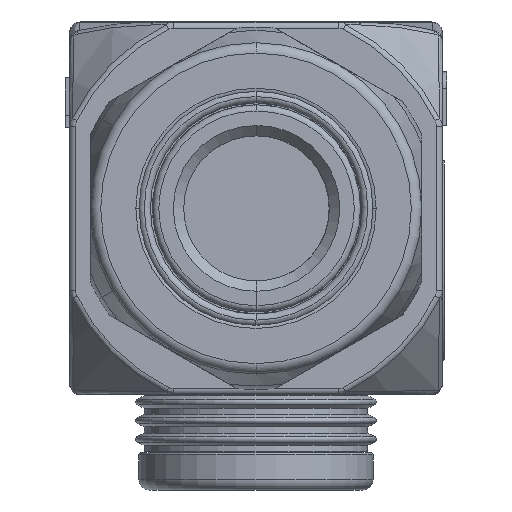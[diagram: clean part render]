
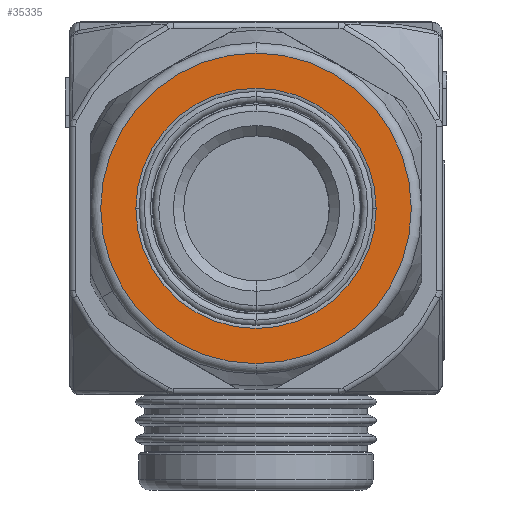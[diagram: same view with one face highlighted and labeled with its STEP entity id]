
A CAD part, front view. The second image highlights one B-rep face of the part: STEP entity #35335.
In plain terms, the highlighted planar face has unit normal (0, -1, 0).
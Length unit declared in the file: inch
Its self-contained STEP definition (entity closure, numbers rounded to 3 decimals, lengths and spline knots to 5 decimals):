
#9634=CARTESIAN_POINT('',(0.,-1.77559,0.51181));
#9635=DIRECTION('',(0.,-1.,0.));
#9636=DIRECTION('',(0.,0.,1.));
#9637=AXIS2_PLACEMENT_3D('',#9634,#9635,#9636);
#9639=CARTESIAN_POINT('',(0.,-1.77559,0.51181));
#9640=DIRECTION('',(0.,-1.,0.));
#9641=DIRECTION('',(0.,0.,-1.));
#9642=AXIS2_PLACEMENT_3D('',#9639,#9640,#9641);
#9644=CARTESIAN_POINT('',(0.,-1.77559,0.51181));
#9645=DIRECTION('',(0.,1.,0.));
#9646=DIRECTION('',(-1.,0.,0.));
#9647=AXIS2_PLACEMENT_3D('',#9644,#9645,#9646);
#9649=CARTESIAN_POINT('',(0.,-1.77559,0.51181));
#9650=DIRECTION('',(0.,1.,0.));
#9651=DIRECTION('',(1.,0.,0.));
#9652=AXIS2_PLACEMENT_3D('',#9649,#9650,#9651);
#20663=CARTESIAN_POINT('',(0.,-1.77559,0.80709));
#20664=CARTESIAN_POINT('',(0.,-1.77559,0.21654));
#20665=VERTEX_POINT('',#20663);
#20666=VERTEX_POINT('',#20664);
#20671=CARTESIAN_POINT('',(-0.22835,-1.77559,
0.51181));
#20672=CARTESIAN_POINT('',(0.22835,-1.77559,
0.51181));
#20673=VERTEX_POINT('',#20671);
#20674=VERTEX_POINT('',#20672);
#35320=CARTESIAN_POINT('',(0.,-1.77559,0.51181));
#35321=DIRECTION('',(0.,1.,0.));
#35322=DIRECTION('',(0.,0.,-1.));
#35323=AXIS2_PLACEMENT_3D('',#35320,#35321,#35322);
#35324=PLANE('',#35323);
#35326=ORIENTED_EDGE('',*,*,#35325,.F.);
#35328=ORIENTED_EDGE('',*,*,#35327,.F.);
#35329=EDGE_LOOP('',(#35326,#35328));
#35330=FACE_OUTER_BOUND('',#35329,.F.);
#35331=ORIENTED_EDGE('',*,*,#35314,.F.);
#35332=ORIENTED_EDGE('',*,*,#35284,.F.);
#35333=EDGE_LOOP('',(#35331,#35332));
#35334=FACE_BOUND('',#35333,.F.);
#35335=ADVANCED_FACE('',(#35330,#35334),#35324,.F.);
#9638=CIRCLE('',#9637,0.29528);
#9643=CIRCLE('',#9642,0.29528);
#9648=CIRCLE('',#9647,0.22835);
#9653=CIRCLE('',#9652,0.22835);
#35284=EDGE_CURVE('',#20674,#20673,#9653,.T.);
#35314=EDGE_CURVE('',#20673,#20674,#9648,.T.);
#35325=EDGE_CURVE('',#20665,#20666,#9638,.T.);
#35327=EDGE_CURVE('',#20666,#20665,#9643,.T.);
